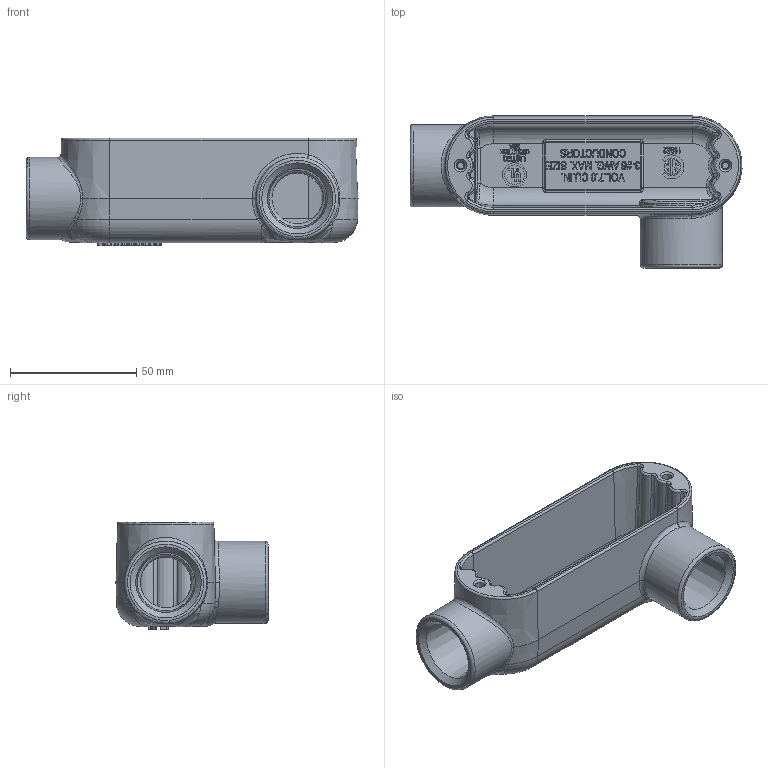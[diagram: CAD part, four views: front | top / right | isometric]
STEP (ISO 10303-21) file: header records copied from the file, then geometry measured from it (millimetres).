
FILE_DESCRIPTION(/* description */ (''),/* implementation_level */ '2;1');
FILE_NAME(/* name */ '13762-1.dwg.stp',/* time_stamp */ '2019-11-21T19:04:31+06:00',/* author */ ('kr'),/* organization */ (''),/* preprocessor_version */ 'ST-DEVELOPER v16.13',/* originating_system */ 'Autodesk Inventor 2018',/* authorisation */ '');
FILE_SCHEMA (('AUTOMOTIVE_DESIGN { 1 0 10303 214 3 1 1 }'));
Products named in the file (1): 13762-1
Bounding box: 131.31 x 60.15 x 42.55 mm (x, y, z)
Volume: 65095 mm3; surface area: 34604.1 mm2
Topology: 1 solids, 1 shells, 1663 faces, 5559 edges, 5124 vertices
Faces by surface type: bspline 782, plane 760, cylinder 52, torus 39, cone 23, sphere 7
Full cylindrical faces by diameter (mm): 0.958 x1, 1.057 x1, 7.753 x1, 9.525 x1, 20.117 x2, 32.544 x2
Entity records: 68685 total; most frequent: CARTESIAN_POINT 27456, ORIENTED_EDGE 8822, DIRECTION 6408, EDGE_CURVE 4411, VERTEX_POINT 2909, LINE 2598, VECTOR 2598, AXIS2_PLACEMENT_3D 1905
